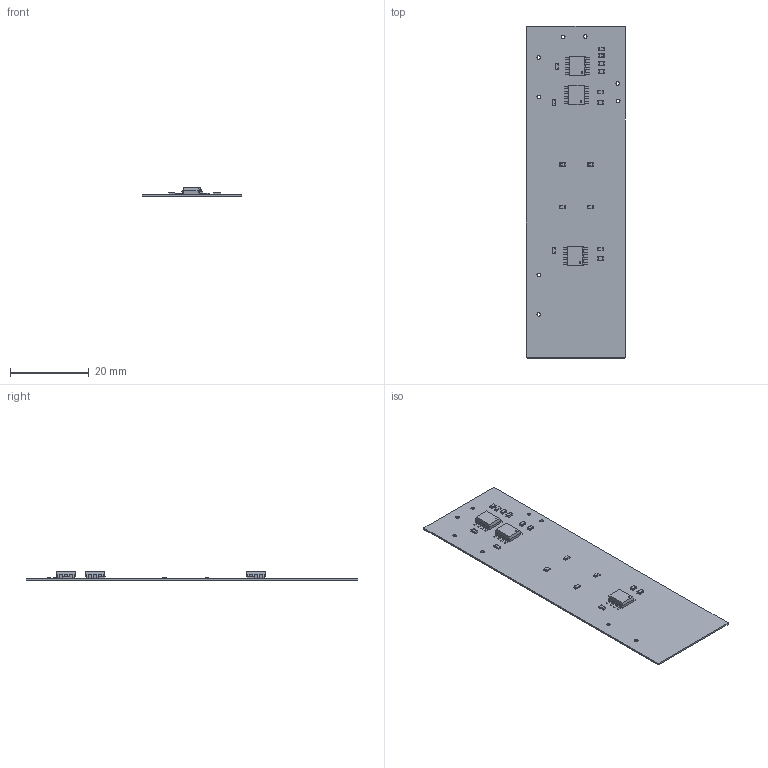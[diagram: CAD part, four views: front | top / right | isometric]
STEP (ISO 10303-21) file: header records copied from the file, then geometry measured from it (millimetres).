
FILE_DESCRIPTION(('Open CASCADE Model'),'2;1');
FILE_NAME('Open CASCADE Shape Model','2021-11-05T18:18:41',('Author'),( 'Open CASCADE'),'Open CASCADE STEP processor 6.8','Open CASCADE 6.8' ,'Unknown');
FILE_SCHEMA(('AUTOMOTIVE_DESIGN { 1 0 10303 214 1 1 1 1 }'));
Length unit declared in the file: millimetre
Products named in the file (25): PCB; Board; Open CASCADE STEP translator 6.8 2.1.1; U3; TP4056--3DModel-STEP-56544; R9; RES0603; R8; R7; D6_R; LED_Red_SMD_0603_Würth_150060SS55040; D5_G; LED_Green_SMD_0603_Würth_150060BS55040; U2; R6; R5; R4; D4_R; D3_G; U1; R3; R2; R1; D2_R; D1_G
Assembly tree (38 placements, depth 3):
  PCB
    Board
      Open CASCADE STEP translator 6.8 2.1.1
    U3
      TP4056--3DModel-STEP-56544
    R9
      RES0603
    R8
      RES0603
    R7
      RES0603
    D6_R
      LED_Red_SMD_0603_Würth_150060SS55040
    D5_G
      LED_Green_SMD_0603_Würth_150060BS55040
    U2
      TP4056--3DModel-STEP-56544
    R6
      RES0603
    R5
      RES0603
    R4
      RES0603
    D4_R
      LED_Red_SMD_0603_Würth_150060SS55040
    D3_G
      LED_Green_SMD_0603_Würth_150060BS55040
    U1
      TP4056--3DModel-STEP-56544
    R3
      RES0603
    R2
      RES0603
    R1
      RES0603
    D2_R
      LED_Red_SMD_0603_Würth_150060SS55040
    D1_G
      LED_Green_SMD_0603_Würth_150060BS55040
Bounding box: 25.27 x 84.33 x 2.16 mm (x, y, z)
Volume: 973.2 mm3; surface area: 4720.8 mm2
Topology: 49 solids, 49 shells, 2260 faces, 5580 edges, 3412 vertices
Faces by surface type: plane 1267, cylinder 795, sphere 96, torus 54, bspline 48
Full cylindrical faces by diameter (mm): 0.1 x6, 0.9 x8
Entity records: 19728 total; most frequent: CARTESIAN_POINT 3501, DIRECTION 2902, ORIENTED_EDGE 2808, EDGE_CURVE 1404, AXIS2_PLACEMENT_3D 969, LINE 964, VECTOR 964, VERTEX_POINT 860
